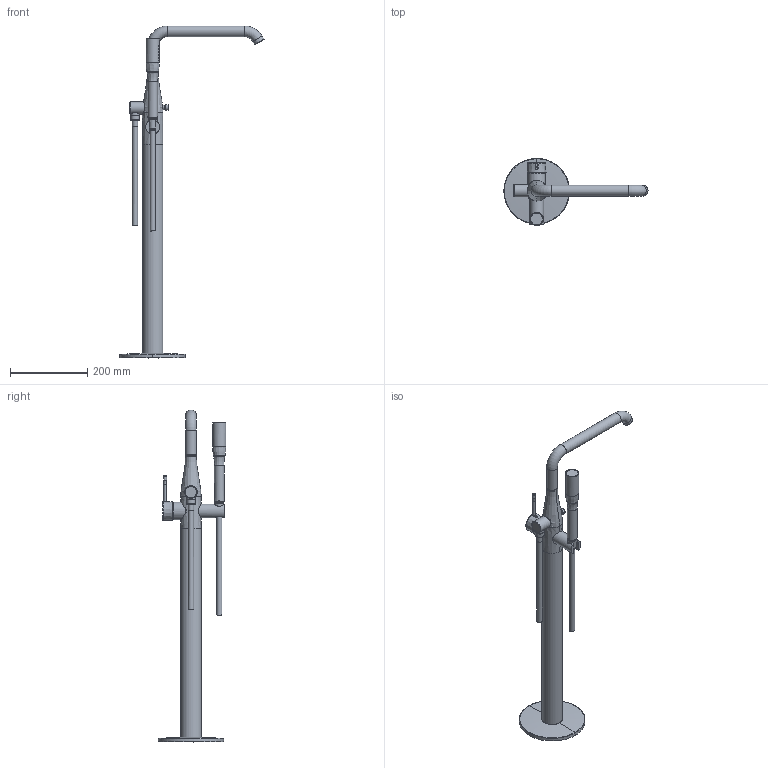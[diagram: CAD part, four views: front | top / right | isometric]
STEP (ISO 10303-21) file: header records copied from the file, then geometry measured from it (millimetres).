
FILE_DESCRIPTION(/* description */ ('Unknown'),/* implementation_level */ '2;1');
FILE_NAME(/* name */ '23491001',/* time_stamp */ '2022-08-29T08:18:54+02:00',/* author */ ('Unknown'),/* organization */ ('GROHE AG'),/* preprocessor_version */ 'ST-DEVELOPER v16.7',/* originating_system */ 'DEX',/* authorisation */ $);
FILE_SCHEMA (('AUTOMOTIVE_DESIGN {1 0 10303 214 3 1 1}'));
Length unit declared in the file: millimetre
Products named in the file (8): 23491001; id11; 2010 01 26 Artikel aktuell; 50.9743.1_Standard; A4286323_EssP_Bath Freestander_center part; ALIAS BREP MODEL; extrude#; FACE2
Assembly tree (7 placements, depth 2):
  23491001
    id11
    2010 01 26 Artikel aktuell
    50.9743.1_Standard
    A4286323_EssP_Bath Freestander_center part
    ALIAS BREP MODEL
    extrude#
    FACE2
Bounding box: 373.72 x 175.5 x 860.89 mm (x, y, z)
Volume: 0 mm3; surface area: 514298.8 mm2
Topology: 62 solids, 72 shells, 335 faces, 766 edges, 547 vertices
Faces by surface type: cylinder 194, bspline 58, plane 44, torus 24, cone 13, sphere 2
Full cylindrical faces by diameter (mm): 2.5 x80, 5.997 x2, 8.13 x2, 14 x4, 15 x5, 19.9 x2, 22.6 x2, 23 x3, 25 x2, 28 x6, 31.95 x1, 34 x2, 36 x1, 45.95 x1, 53 x2
Entity records: 20000 total; most frequent: CARTESIAN_POINT 13197, ORIENTED_EDGE 902, DIRECTION 875, EDGE_LOOP 631, FACE_BOUND 631, EDGE_CURVE 480, VERTEX_POINT 439, AXIS2_PLACEMENT_3D 417
